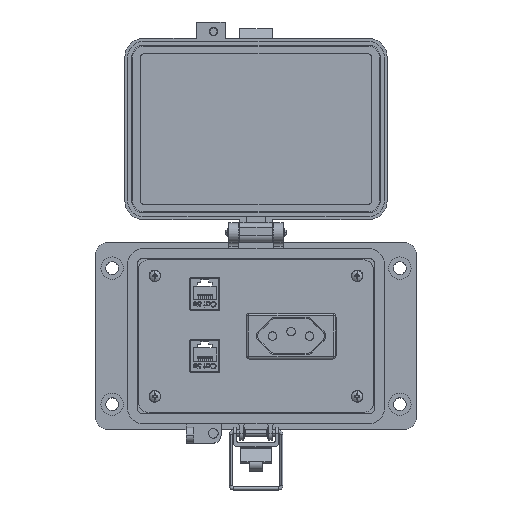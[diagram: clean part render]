
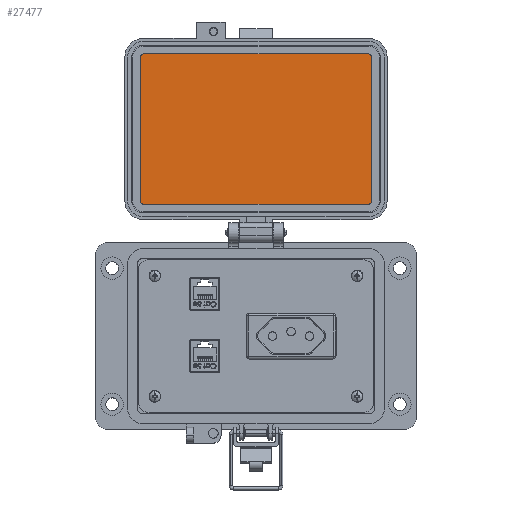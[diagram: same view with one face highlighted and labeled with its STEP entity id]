
A CAD part, top view. The second image highlights one B-rep face of the part: STEP entity #27477.
In plain terms, the highlighted planar face has unit normal (0, 0, 1).
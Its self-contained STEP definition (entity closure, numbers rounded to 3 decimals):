
#92 = CARTESIAN_POINT ( 'NONE',  ( 57.717, 145.119, 8.694 ) ) ;
#900 = AXIS2_PLACEMENT_3D ( 'NONE', #44984, #24146, #50197 ) ;
#2137 = DIRECTION ( 'NONE',  ( 0., -1., 0. ) ) ;
#3572 = DIRECTION ( 'NONE',  ( 0., -1., 0. ) ) ;
#3594 = VERTEX_POINT ( 'NONE', #43660 ) ;
#3788 = EDGE_CURVE ( 'NONE', #33603, #14224, #30549, .T. ) ;
#4964 = AXIS2_PLACEMENT_3D ( 'NONE', #36185, #14763, #2137 ) ;
#7151 = DIRECTION ( 'NONE',  ( 0., 0., -1. ) ) ;
#7279 = VERTEX_POINT ( 'NONE', #12060 ) ;
#8387 = VERTEX_POINT ( 'NONE', #21377 ) ;
#8981 = VERTEX_POINT ( 'NONE', #10082 ) ;
#10082 = CARTESIAN_POINT ( 'NONE',  ( -59.505, 143.334, 8.694 ) ) ;
#10860 = CARTESIAN_POINT ( 'NONE',  ( 57.717, 67.765, 8.694 ) ) ;
#11366 = EDGE_CURVE ( 'NONE', #23194, #3594, #15507, .T. ) ;
#12060 = CARTESIAN_POINT ( 'NONE',  ( -57.72, 145.119, 8.694 ) ) ;
#12241 = CARTESIAN_POINT ( 'NONE',  ( 57.717, 145.119, 8.694 ) ) ;
#12632 = ORIENTED_EDGE ( 'NONE', *, *, #11366, .F. ) ;
#14224 = VERTEX_POINT ( 'NONE', #28907 ) ;
#14710 = CARTESIAN_POINT ( 'NONE',  ( -57.72, 67.765, 8.694 ) ) ;
#14762 = VECTOR ( 'NONE', #18433, 1000. ) ;
#14763 = DIRECTION ( 'NONE',  ( 0., 0., -1. ) ) ;
#15233 = ORIENTED_EDGE ( 'NONE', *, *, #16251, .F. ) ;
#15507 = LINE ( 'NONE', #14710, #35324 ) ;
#15569 = ORIENTED_EDGE ( 'NONE', *, *, #15701, .F. ) ;
#15701 = EDGE_CURVE ( 'NONE', #43121, #23194, #46728, .T. ) ;
#15966 = PLANE ( 'NONE',  #34942 ) ;
#16251 = EDGE_CURVE ( 'NONE', #7279, #33603, #54144, .T. ) ;
#18433 = DIRECTION ( 'NONE',  ( 0., 1., 0. ) ) ;
#19468 = DIRECTION ( 'NONE',  ( 0., -1., 0. ) ) ;
#21150 = EDGE_LOOP ( 'NONE', ( #25334, #42370, #32866, #12632, #15569, #54259, #53323, #15233 ) ) ;
#21377 = CARTESIAN_POINT ( 'NONE',  ( -59.505, 69.55, 8.694 ) ) ;
#21379 = VECTOR ( 'NONE', #30009, 1000. ) ;
#21652 = DIRECTION ( 'NONE',  ( 0., 0., -1. ) ) ;
#22483 = CIRCLE ( 'NONE', #4964, 1.785 ) ;
#22555 = EDGE_CURVE ( 'NONE', #8387, #8981, #43153, .T. ) ;
#22649 = DIRECTION ( 'NONE',  ( 0., 0., 1. ) ) ;
#22933 = CARTESIAN_POINT ( 'NONE',  ( -30.745, 145.119, 8.694 ) ) ;
#23194 = VERTEX_POINT ( 'NONE', #10860 ) ;
#24146 = DIRECTION ( 'NONE',  ( 0., 0., -1. ) ) ;
#25334 = ORIENTED_EDGE ( 'NONE', *, *, #29927, .F. ) ;
#25725 = AXIS2_PLACEMENT_3D ( 'NONE', #38949, #21652, #42779 ) ;
#26532 = DIRECTION ( 'NONE',  ( 0., -1., 0. ) ) ;
#27477 = ADVANCED_FACE ( 'NONE', ( #40689 ), #15966, .T. ) ;
#28907 = CARTESIAN_POINT ( 'NONE',  ( 59.502, 143.334, 8.694 ) ) ;
#29793 = EDGE_CURVE ( 'NONE', #14224, #43121, #36242, .T. ) ;
#29927 = EDGE_CURVE ( 'NONE', #8981, #7279, #35116, .T. ) ;
#30009 = DIRECTION ( 'NONE',  ( 1., 0., 0. ) ) ;
#30549 = CIRCLE ( 'NONE', #32286, 1.785 ) ;
#31069 = CARTESIAN_POINT ( 'NONE',  ( 59.502, 69.55, 8.694 ) ) ;
#31342 = EDGE_CURVE ( 'NONE', #3594, #8387, #22483, .T. ) ;
#32286 = AXIS2_PLACEMENT_3D ( 'NONE', #49389, #7151, #3572 ) ;
#32866 = ORIENTED_EDGE ( 'NONE', *, *, #31342, .F. ) ;
#33603 = VERTEX_POINT ( 'NONE', #12241 ) ;
#34942 = AXIS2_PLACEMENT_3D ( 'NONE', #22933, #22649, #26532 ) ;
#35116 = CIRCLE ( 'NONE', #900, 1.785 ) ;
#35324 = VECTOR ( 'NONE', #52560, 1000. ) ;
#36185 = CARTESIAN_POINT ( 'NONE',  ( -57.72, 69.55, 8.694 ) ) ;
#36242 = LINE ( 'NONE', #31069, #42793 ) ;
#38479 = CARTESIAN_POINT ( 'NONE',  ( 59.502, 69.55, 8.694 ) ) ;
#38949 = CARTESIAN_POINT ( 'NONE',  ( 57.717, 69.55, 8.694 ) ) ;
#40689 = FACE_OUTER_BOUND ( 'NONE', #21150, .T. ) ;
#42370 = ORIENTED_EDGE ( 'NONE', *, *, #22555, .F. ) ;
#42779 = DIRECTION ( 'NONE',  ( 0., -1., 0. ) ) ;
#42793 = VECTOR ( 'NONE', #19468, 1000. ) ;
#43121 = VERTEX_POINT ( 'NONE', #38479 ) ;
#43153 = LINE ( 'NONE', #43700, #14762 ) ;
#43660 = CARTESIAN_POINT ( 'NONE',  ( -57.72, 67.765, 8.694 ) ) ;
#43700 = CARTESIAN_POINT ( 'NONE',  ( -59.505, 143.334, 8.694 ) ) ;
#44984 = CARTESIAN_POINT ( 'NONE',  ( -57.72, 143.334, 8.694 ) ) ;
#46728 = CIRCLE ( 'NONE', #25725, 1.785 ) ;
#49389 = CARTESIAN_POINT ( 'NONE',  ( 57.717, 143.334, 8.694 ) ) ;
#50197 = DIRECTION ( 'NONE',  ( 0., -1., 0. ) ) ;
#52560 = DIRECTION ( 'NONE',  ( -1., 0., 0. ) ) ;
#53323 = ORIENTED_EDGE ( 'NONE', *, *, #3788, .F. ) ;
#54144 = LINE ( 'NONE', #92, #21379 ) ;
#54259 = ORIENTED_EDGE ( 'NONE', *, *, #29793, .F. ) ;
